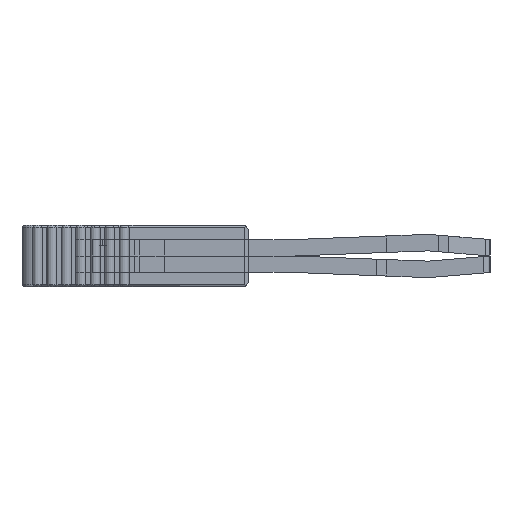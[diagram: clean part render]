
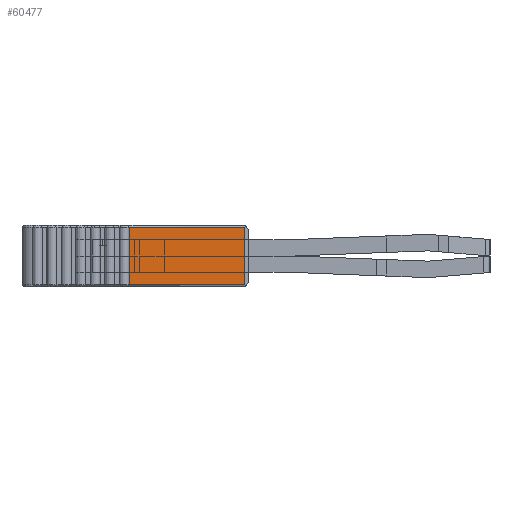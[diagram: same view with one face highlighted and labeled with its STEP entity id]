
A CAD part, left-side view. The second image highlights one B-rep face of the part: STEP entity #60477.
In plain terms, the highlighted face is planar.
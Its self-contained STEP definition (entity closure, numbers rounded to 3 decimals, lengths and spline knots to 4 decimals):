
#42430=CARTESIAN_POINT('',(254.,-4.8,1.4));
#42438=CARTESIAN_POINT('',(254.,-4.8,-1.4));
#42544=DIRECTION('',(0.,1.,0.));
#42545=VECTOR('',#42544,5.6051);
#42546=CARTESIAN_POINT('',(254.,-4.8,1.4));
#42547=LINE('',#42546,#42545);
#42548=DIRECTION('',(0.,0.,1.));
#42549=VECTOR('',#42548,2.8);
#42550=CARTESIAN_POINT('',(254.,0.8051,-1.4));
#42551=LINE('',#42550,#42549);
#42552=DIRECTION('',(0.,-1.,0.));
#42553=VECTOR('',#42552,5.6051);
#42554=CARTESIAN_POINT('',(254.,0.8051,-1.4));
#42555=LINE('',#42554,#42553);
#42556=DIRECTION('',(0.,0.,-1.));
#42557=VECTOR('',#42556,2.8);
#42558=CARTESIAN_POINT('',(254.,-4.8,1.4));
#42559=LINE('',#42558,#42557);
#49504=VERTEX_POINT('',#42438);
#49505=CARTESIAN_POINT('',(254.,0.8051,-1.4));
#49506=VERTEX_POINT('',#49505);
#49775=VERTEX_POINT('',#42430);
#49781=CARTESIAN_POINT('',(254.,0.8051,1.4));
#49782=VERTEX_POINT('',#49781);
#60464=CARTESIAN_POINT('',(254.,-5.,-1.5));
#60465=DIRECTION('',(1.,0.,0.));
#60466=DIRECTION('',(0.,1.,0.));
#60467=AXIS2_PLACEMENT_3D('',#60464,#60465,#60466);
#60468=PLANE('',#60467);
#60469=ORIENTED_EDGE('',*,*,#60345,.T.);
#60471=ORIENTED_EDGE('',*,*,#60470,.F.);
#60473=ORIENTED_EDGE('',*,*,#60472,.T.);
#60474=ORIENTED_EDGE('',*,*,#60356,.F.);
#60475=EDGE_LOOP('',(#60469,#60471,#60473,#60474));
#60476=FACE_OUTER_BOUND('',#60475,.F.);
#60477=ADVANCED_FACE('',(#60476),#60468,.T.);
#60345=EDGE_CURVE('',#49775,#49782,#42547,.T.);
#60356=EDGE_CURVE('',#49775,#49504,#42559,.T.);
#60470=EDGE_CURVE('',#49506,#49782,#42551,.T.);
#60472=EDGE_CURVE('',#49506,#49504,#42555,.T.);
